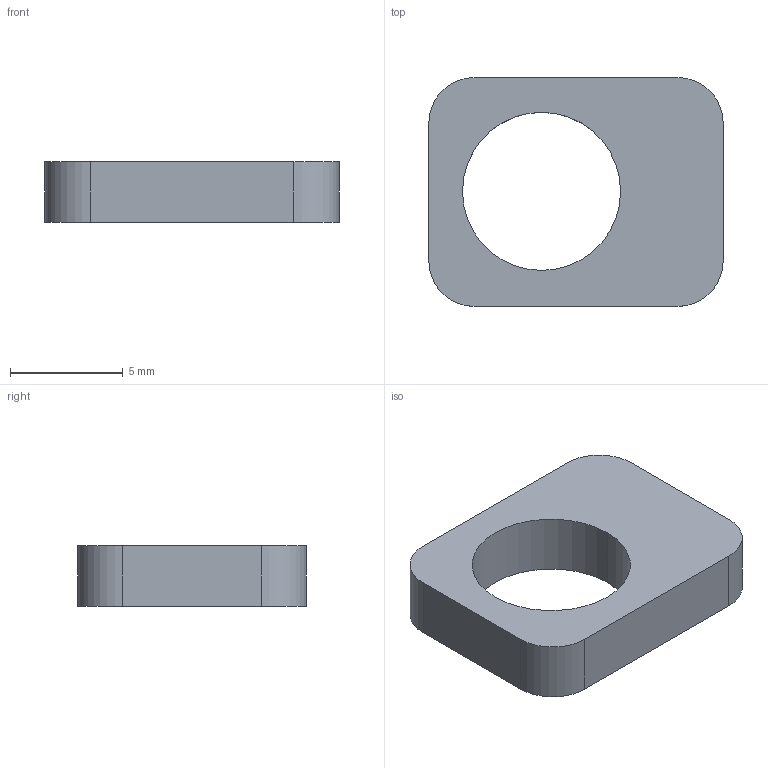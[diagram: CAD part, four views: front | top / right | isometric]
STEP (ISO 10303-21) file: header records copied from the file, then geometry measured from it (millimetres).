
FILE_DESCRIPTION (( 'STEP AP214' ), '1' );
FILE_NAME ('l1.STEP', '2023-08-16T13:33:18', ( '' ), ( '' ), 'SwSTEP 2.0', 'SolidWorks 2022', '' );
FILE_SCHEMA (( 'AUTOMOTIVE_DESIGN' ));
Length unit declared in the file: millimetre
Products named in the file (1): l1
Bounding box: 13.02 x 10.13 x 2.7 mm (x, y, z)
Volume: 242.9 mm3; surface area: 1356.8 mm2
Topology: 2 solids, 2 shells, 86 faces, 228 edges, 146 vertices
Faces by surface type: plane 56, cylinder 20, bspline 10
Entity records: 8699 total; most frequent: CARTESIAN_POINT 6577, ORIENTED_EDGE 456, DIRECTION 404, EDGE_CURVE 228, VECTOR 158, LINE 158, VERTEX_POINT 146, AXIS2_PLACEMENT_3D 123
